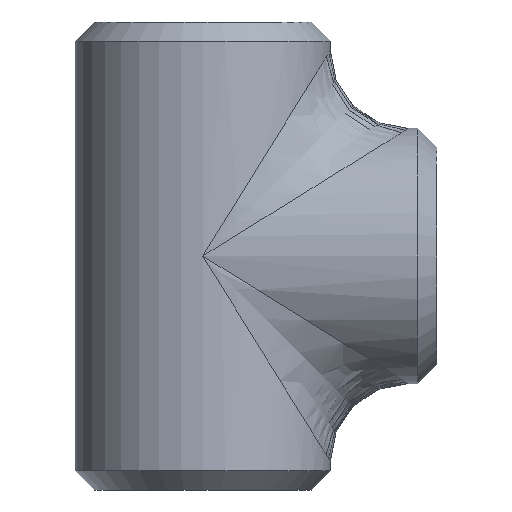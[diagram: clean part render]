
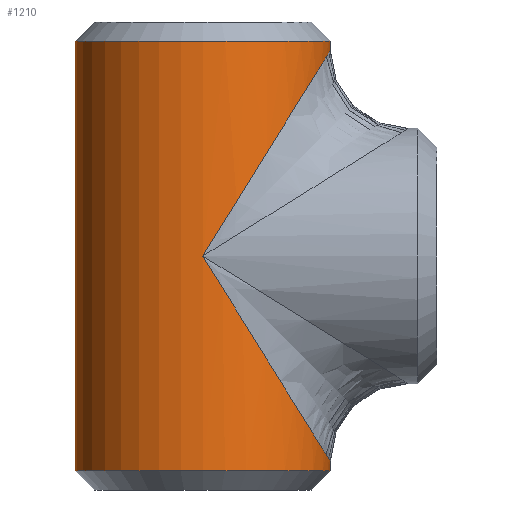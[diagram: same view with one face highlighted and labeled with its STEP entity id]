
A CAD part, front view. The second image highlights one B-rep face of the part: STEP entity #1210.
In plain terms, the highlighted cylindrical face has radius 57.15 mm (diameter 114.3 mm), a partial arc.
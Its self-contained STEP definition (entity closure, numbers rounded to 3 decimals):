
#8 = CIRCLE ( 'NONE', #437, 57.15 ) ;
#55 = VERTEX_POINT ( 'NONE', #1178 ) ;
#113 = CARTESIAN_POINT ( 'NONE',  ( 57.15, 0., 104.8 ) ) ;
#124 = EDGE_LOOP ( 'NONE', ( #704, #856, #309, #558, #1406, #1305, #955 ) ) ;
#168 =( BOUNDED_CURVE ( )  B_SPLINE_CURVE ( 3, ( #1151, #820, #618, #625 ),
 .UNSPECIFIED., .F., .F. ) 
 B_SPLINE_CURVE_WITH_KNOTS ( ( 4, 4 ),
 ( 1.571, 3.142 ),
 .UNSPECIFIED. ) 
 CURVE ( )  GEOMETRIC_REPRESENTATION_ITEM ( )  RATIONAL_B_SPLINE_CURVE ( ( 1., 0.805, 0.805, 1. ) ) 
 REPRESENTATION_ITEM ( '' )  );
#180 = DIRECTION ( 'NONE',  ( 1., 0., 0. ) ) ;
#181 = VECTOR ( 'NONE', #1026, 1000. ) ;
#183 = AXIS2_PLACEMENT_3D ( 'NONE', #826, #819, #497 ) ;
#237 = VECTOR ( 'NONE', #984, 1000. ) ;
#276 = FACE_OUTER_BOUND ( 'NONE', #124, .T. ) ;
#303 = EDGE_CURVE ( 'NONE', #1125, #337, #912, .T. ) ;
#309 = ORIENTED_EDGE ( 'NONE', *, *, #303, .T. ) ;
#337 = VERTEX_POINT ( 'NONE', #1009 ) ;
#349 = CARTESIAN_POINT ( 'NONE',  ( 57.15, 0., -92.15 ) ) ;
#395 = VERTEX_POINT ( 'NONE', #349 ) ;
#423 = CARTESIAN_POINT ( 'NONE',  ( 57.15, 0., 104.8 ) ) ;
#437 = AXIS2_PLACEMENT_3D ( 'NONE', #1276, #711, #180 ) ;
#487 = VERTEX_POINT ( 'NONE', #1032 ) ;
#497 = DIRECTION ( 'NONE',  ( -1., 0., 0. ) ) ;
#500 = EDGE_CURVE ( 'NONE', #395, #55, #1284, .T. ) ;
#558 = ORIENTED_EDGE ( 'NONE', *, *, #850, .T. ) ;
#579 = EDGE_CURVE ( 'NONE', #55, #1316, #168, .T. ) ;
#586 = CIRCLE ( 'NONE', #806, 57.15 ) ;
#602 = EDGE_CURVE ( 'NONE', #816, #1125, #8, .T. ) ;
#618 = CARTESIAN_POINT ( 'NONE',  ( 57.15, -33.478, 92.15 ) ) ;
#625 = CARTESIAN_POINT ( 'NONE',  ( 57.15, 0., 92.15 ) ) ;
#699 = CARTESIAN_POINT ( 'NONE',  ( 57.15, -33.478, -92.15 ) ) ;
#702 = DIRECTION ( 'NONE',  ( 1., 0., 0. ) ) ;
#704 = ORIENTED_EDGE ( 'NONE', *, *, #1409, .F. ) ;
#711 = DIRECTION ( 'NONE',  ( 0., 0., -1. ) ) ;
#746 = CARTESIAN_POINT ( 'NONE',  ( 57.15, 0., 92.15 ) ) ;
#806 = AXIS2_PLACEMENT_3D ( 'NONE', #828, #1039, #702 ) ;
#816 = VERTEX_POINT ( 'NONE', #903 ) ;
#819 = DIRECTION ( 'NONE',  ( 0., 0., -1. ) ) ;
#820 = CARTESIAN_POINT ( 'NONE',  ( 33.478, -57.15, 53.98 ) ) ;
#821 = CARTESIAN_POINT ( 'NONE',  ( 0., -57.15, 0. ) ) ;
#826 = CARTESIAN_POINT ( 'NONE',  ( 0., 0., 104.8 ) ) ;
#828 = CARTESIAN_POINT ( 'NONE',  ( 0., 0., -96.25 ) ) ;
#842 = CARTESIAN_POINT ( 'NONE',  ( 57.15, 0., -92.15 ) ) ;
#850 = EDGE_CURVE ( 'NONE', #337, #487, #586, .T. ) ;
#856 = ORIENTED_EDGE ( 'NONE', *, *, #602, .T. ) ;
#903 = CARTESIAN_POINT ( 'NONE',  ( 57.15, 0., 96.25 ) ) ;
#912 = LINE ( 'NONE', #1122, #181 ) ;
#955 = ORIENTED_EDGE ( 'NONE', *, *, #579, .T. ) ;
#976 = VECTOR ( 'NONE', #1395, 1000. ) ;
#984 = DIRECTION ( 'NONE',  ( 0., 0., -1. ) ) ;
#1009 = CARTESIAN_POINT ( 'NONE',  ( -57.15, 0., -96.25 ) ) ;
#1015 = CARTESIAN_POINT ( 'NONE',  ( -57.15, 0., 96.25 ) ) ;
#1026 = DIRECTION ( 'NONE',  ( 0., 0., -1. ) ) ;
#1032 = CARTESIAN_POINT ( 'NONE',  ( 57.15, 0., -96.25 ) ) ;
#1039 = DIRECTION ( 'NONE',  ( 0., 0., 1. ) ) ;
#1122 = CARTESIAN_POINT ( 'NONE',  ( -57.15, 0., 104.8 ) ) ;
#1125 = VERTEX_POINT ( 'NONE', #1015 ) ;
#1150 = CYLINDRICAL_SURFACE ( 'NONE', #183, 57.15 ) ;
#1151 = CARTESIAN_POINT ( 'NONE',  ( 0., -57.15, 0. ) ) ;
#1174 = LINE ( 'NONE', #423, #237 ) ;
#1178 = CARTESIAN_POINT ( 'NONE',  ( 0., -57.15, 0. ) ) ;
#1190 = LINE ( 'NONE', #113, #976 ) ;
#1210 = ADVANCED_FACE ( 'NONE', ( #276 ), #1150, .T. ) ;
#1256 = CARTESIAN_POINT ( 'NONE',  ( 33.478, -57.15, -53.98 ) ) ;
#1276 = CARTESIAN_POINT ( 'NONE',  ( 0., 0., 96.25 ) ) ;
#1284 =( BOUNDED_CURVE ( )  B_SPLINE_CURVE ( 3, ( #842, #699, #1256, #821 ),
 .UNSPECIFIED., .F., .T. ) 
 B_SPLINE_CURVE_WITH_KNOTS ( ( 4, 4 ),
 ( 3.142, 4.712 ),
 .UNSPECIFIED. ) 
 CURVE ( )  GEOMETRIC_REPRESENTATION_ITEM ( )  RATIONAL_B_SPLINE_CURVE ( ( 1., 0.805, 0.805, 1. ) ) 
 REPRESENTATION_ITEM ( '' )  );
#1305 = ORIENTED_EDGE ( 'NONE', *, *, #500, .T. ) ;
#1316 = VERTEX_POINT ( 'NONE', #746 ) ;
#1395 = DIRECTION ( 'NONE',  ( 0., 0., -1. ) ) ;
#1406 = ORIENTED_EDGE ( 'NONE', *, *, #1411, .F. ) ;
#1409 = EDGE_CURVE ( 'NONE', #816, #1316, #1190, .T. ) ;
#1411 = EDGE_CURVE ( 'NONE', #395, #487, #1174, .T. ) ;
